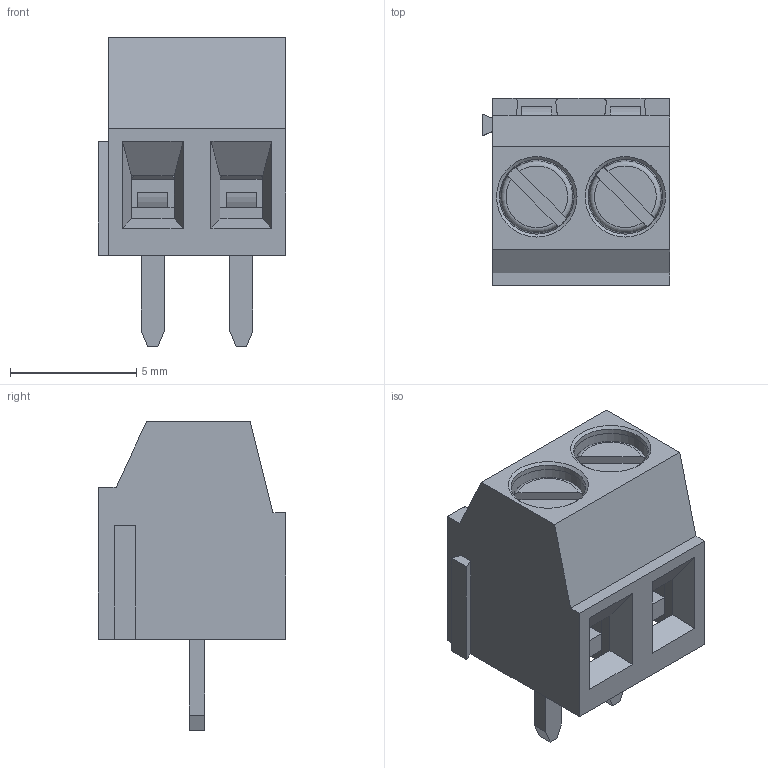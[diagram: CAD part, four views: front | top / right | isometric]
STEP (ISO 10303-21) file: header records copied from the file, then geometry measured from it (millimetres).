
FILE_DESCRIPTION(('FreeCAD Model'),'2;1');
FILE_NAME('Open CASCADE Shape Model','2023-04-12T02:45:08',( 'kicad StepUp'),('ksu MCAD'),'Open CASCADE STEP processor 7.6', 'FreeCAD','Unknown');
FILE_SCHEMA(('AUTOMOTIVE_DESIGN { 1 0 10303 214 1 1 1 1 }'));
Length unit declared in the file: millimetre
Products named in the file (8): PCB Terminal Block 2 DEG381-3.5; Plastic Housing001; Pin 002; Clamp Block001; M1.6x3-Screw001; Body008; Body009; Body010
Assembly tree (7 placements, depth 2):
  PCB Terminal Block 2 DEG381-3.5
    Plastic Housing001
    Pin 002
    Clamp Block001
    M1.6x3-Screw001
    Body008
    Body009
    Body010
Bounding box: 7.4 x 7.4 x 12.2 mm (x, y, z)
Volume: 281.7 mm3; surface area: 1034 mm2
Topology: 7 solids, 7 shells, 254 faces, 688 edges, 452 vertices
Faces by surface type: plane 208, cylinder 28, bspline 8, revolution 6, cone 4
Full cylindrical faces by diameter (mm): 1.25 x2, 1.6 x2, 2 x2, 2.95 x2, 3.2 x2
Entity records: 8259 total; most frequent: CARTESIAN_POINT 1576, ORIENTED_EDGE 1376, DIRECTION 1272, EDGE_CURVE 688, LINE 586, VECTOR 586, VERTEX_POINT 452, AXIS2_PLACEMENT_3D 340
